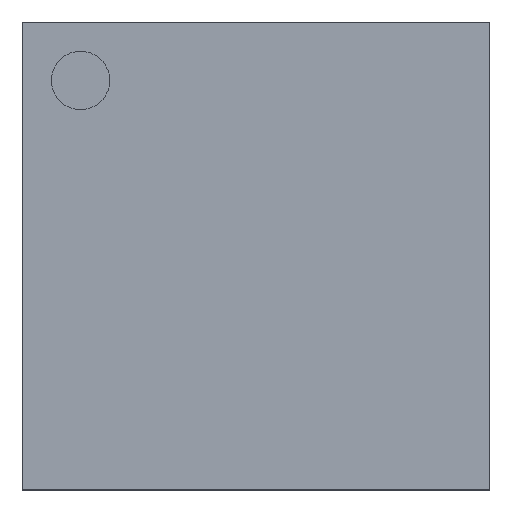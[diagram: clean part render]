
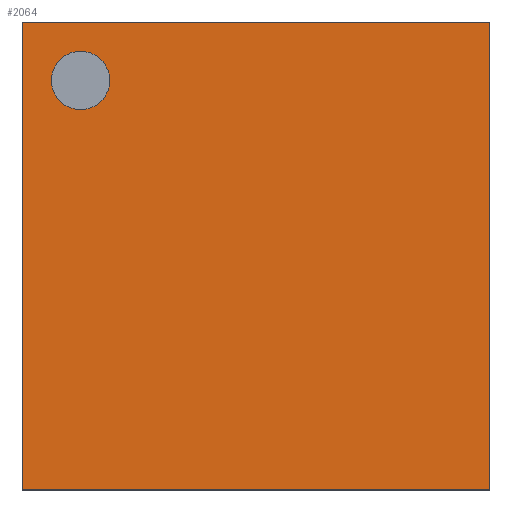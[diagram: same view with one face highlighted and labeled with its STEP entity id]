
A CAD part, top view. The second image highlights one B-rep face of the part: STEP entity #2064.
In plain terms, the highlighted face is planar.
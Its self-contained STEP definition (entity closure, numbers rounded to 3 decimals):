
#38=CIRCLE('',#2185,0.125);
#455=ORIENTED_EDGE('',*,*,#684,.T.);
#456=ORIENTED_EDGE('',*,*,#663,.F.);
#457=ORIENTED_EDGE('',*,*,#656,.F.);
#458=ORIENTED_EDGE('',*,*,#685,.F.);
#459=ORIENTED_EDGE('',*,*,#661,.F.);
#656=EDGE_CURVE('',#808,#809,#997,.T.);
#661=EDGE_CURVE('',#813,#811,#1002,.T.);
#663=EDGE_CURVE('',#809,#813,#1004,.T.);
#684=EDGE_CURVE('',#822,#822,#38,.T.);
#685=EDGE_CURVE('',#811,#808,#1013,.T.);
#808=VERTEX_POINT('',#2981);
#809=VERTEX_POINT('',#2983);
#811=VERTEX_POINT('',#2988);
#813=VERTEX_POINT('',#2992);
#822=VERTEX_POINT('',#3039);
#997=LINE('',#2982,#1188);
#1002=LINE('',#2993,#1193);
#1004=LINE('',#2996,#1195);
#1013=LINE('',#3040,#1204);
#1188=VECTOR('',#2523,1000.);
#1193=VECTOR('',#2530,1000.);
#1195=VECTOR('',#2534,1000.);
#1204=VECTOR('',#2595,1000.);
#1305=EDGE_LOOP('',(#455));
#1306=EDGE_LOOP('',(#456,#457,#458,#459));
#1412=FACE_BOUND('',#1305,.T.);
#1413=FACE_BOUND('',#1306,.T.);
#1495=PLANE('',#2184);
#2064=ADVANCED_FACE('',(#1412,#1413),#1495,.F.);
#2184=AXIS2_PLACEMENT_3D('',#3037,#2591,#2592);
#2185=AXIS2_PLACEMENT_3D('',#3038,#2593,#2594);
#2523=DIRECTION('',(-1.,0.,0.));
#2530=DIRECTION('',(1.,0.,0.));
#2534=DIRECTION('',(0.,-1.,0.));
#2591=DIRECTION('',(0.,0.,1.));
#2592=DIRECTION('',(1.,0.,0.));
#2593=DIRECTION('',(0.,0.,1.));
#2594=DIRECTION('',(-1.,0.,0.));
#2595=DIRECTION('',(0.,1.,0.));
#2981=CARTESIAN_POINT('',(1.,1.,0.));
#2982=CARTESIAN_POINT('',(-1.,1.,0.));
#2983=CARTESIAN_POINT('',(-1.,1.,0.));
#2988=CARTESIAN_POINT('',(1.,-1.,0.));
#2992=CARTESIAN_POINT('',(-1.,-1.,0.));
#2993=CARTESIAN_POINT('',(-1.,-1.,0.));
#2996=CARTESIAN_POINT('',(-1.,1.,0.));
#3037=CARTESIAN_POINT('',(-1.,-1.,0.));
#3038=CARTESIAN_POINT('',(0.75,0.75,0.));
#3039=CARTESIAN_POINT('',(0.625,0.75,0.));
#3040=CARTESIAN_POINT('',(1.,1.,0.));
